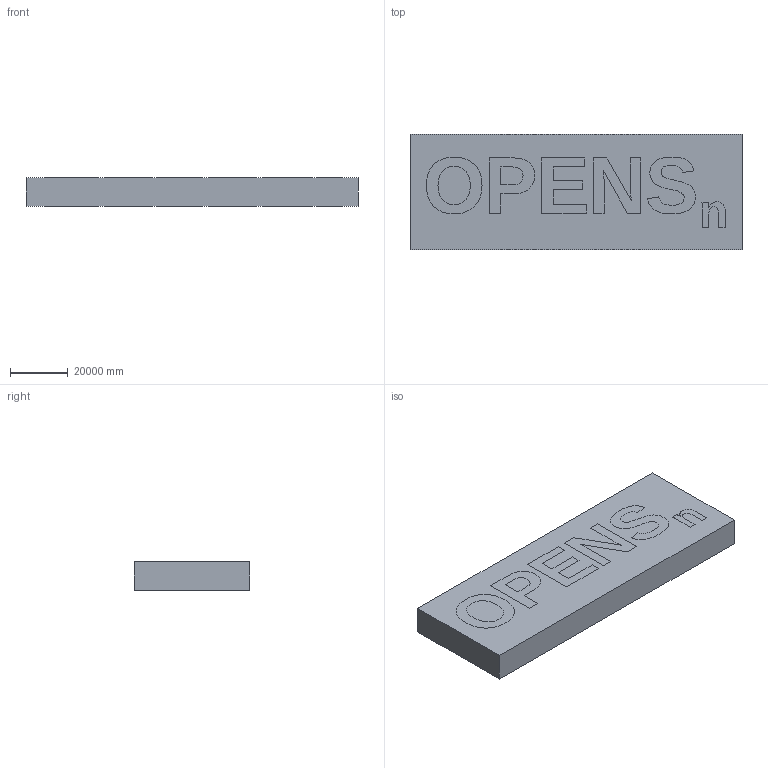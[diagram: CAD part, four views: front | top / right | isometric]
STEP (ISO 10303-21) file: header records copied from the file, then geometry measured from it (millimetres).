
FILE_DESCRIPTION(('FreeCAD Model'),'2;1');
FILE_NAME('Open CASCADE Shape Model','2025-02-05T11:27:10',(''),(''), 'Open CASCADE STEP processor 7.8','FreeCAD','Unknown');
FILE_SCHEMA(('AUTOMOTIVE_DESIGN { 1 0 10303 214 1 1 1 1 }'));
Length unit declared in the file: metre
Products named in the file (1): Compound
Bounding box: 115000 x 40000 x 10000 mm (x, y, z)
Surface area: 19902296060.4 mm2
Topology: 7 solids, 7 shells, 326 faces, 936 edges, 624 vertices
Faces by surface type: plane 326
Entity records: 10467 total; most frequent: CARTESIAN_POINT 1887, ORIENTED_EDGE 1872, DIRECTION 1590, EDGE_CURVE 936, LINE 936, VECTOR 936, VERTEX_POINT 624, FACE_BOUND 330
